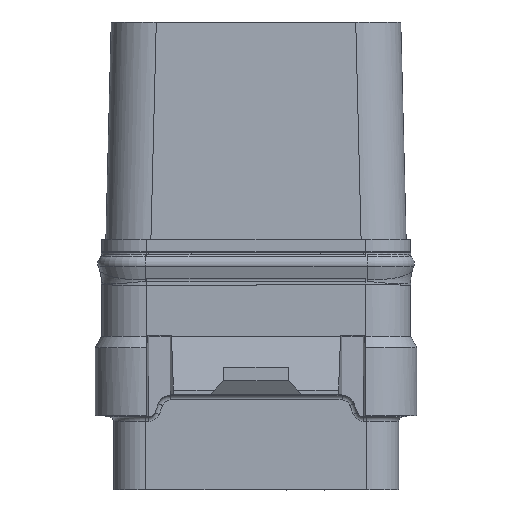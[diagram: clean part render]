
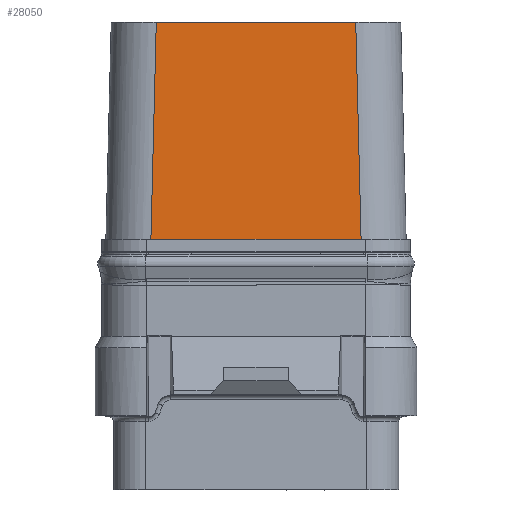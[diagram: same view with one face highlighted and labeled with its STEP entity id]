
A CAD part, front view. The second image highlights one B-rep face of the part: STEP entity #28050.
In plain terms, the highlighted planar face has unit normal (0, -1, 0.025).
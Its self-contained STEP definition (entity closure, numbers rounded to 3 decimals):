
#19=DIRECTION('',(1.,0.,0.));
#20=VECTOR('',#19,9.8);
#21=CARTESIAN_POINT('',(-4.9,-6.,0.));
#22=LINE('',#21,#20);
#144=DIRECTION('',(1.,0.,0.));
#145=VECTOR('',#144,9.3);
#146=CARTESIAN_POINT('',(-4.65,-5.75,10.12));
#147=LINE('',#146,#145);
#1153=DIRECTION('',(0.025,0.025,0.999));
#1154=VECTOR('',#1153,10.126);
#1155=CARTESIAN_POINT('',(-4.9,-6.,0.));
#1156=LINE('',#1155,#1154);
#1157=DIRECTION('',(-0.025,0.025,0.999));
#1158=VECTOR('',#1157,10.126);
#1159=CARTESIAN_POINT('',(4.9,-6.,0.));
#1160=LINE('',#1159,#1158);
#22113=CARTESIAN_POINT('',(-4.65,-5.75,10.12));
#22114=VERTEX_POINT('',#22113);
#22115=CARTESIAN_POINT('',(4.65,-5.75,10.12));
#22116=VERTEX_POINT('',#22115);
#22129=CARTESIAN_POINT('',(-4.9,-6.,0.));
#22130=VERTEX_POINT('',#22129);
#22131=CARTESIAN_POINT('',(4.9,-6.,0.));
#22132=VERTEX_POINT('',#22131);
#28038=CARTESIAN_POINT('',(0.,-5.875,5.06));
#28039=DIRECTION('',(0.,-1.,0.025));
#28040=DIRECTION('',(1.,0.,0.));
#28041=AXIS2_PLACEMENT_3D('',#28038,#28039,#28040);
#28042=PLANE('',#28041);
#28043=ORIENTED_EDGE('',*,*,#27193,.F.);
#28044=ORIENTED_EDGE('',*,*,#28033,.T.);
#28045=ORIENTED_EDGE('',*,*,#27411,.T.);
#28047=ORIENTED_EDGE('',*,*,#28046,.F.);
#28048=EDGE_LOOP('',(#28043,#28044,#28045,#28047));
#28049=FACE_OUTER_BOUND('',#28048,.F.);
#28050=ADVANCED_FACE('',(#28049),#28042,.T.);
#27193=EDGE_CURVE('',#22130,#22132,#22,.T.);
#27411=EDGE_CURVE('',#22114,#22116,#147,.T.);
#28033=EDGE_CURVE('',#22130,#22114,#1156,.T.);
#28046=EDGE_CURVE('',#22132,#22116,#1160,.T.);
